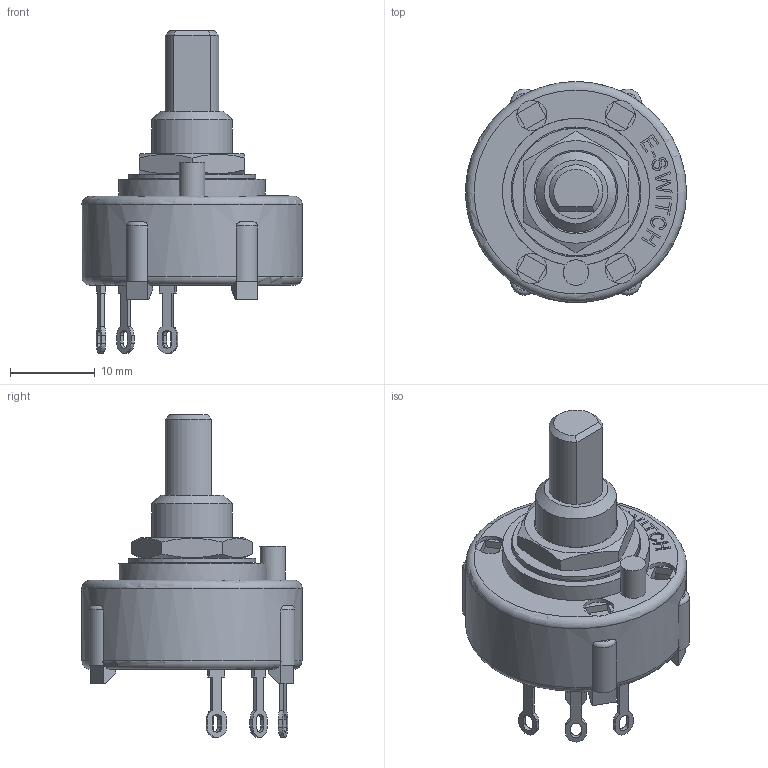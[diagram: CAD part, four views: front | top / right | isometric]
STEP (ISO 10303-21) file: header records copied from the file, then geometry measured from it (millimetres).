
FILE_DESCRIPTION(/* description */ (''),/* implementation_level */ '2;1');
FILE_NAME(/* name */ 'KC13A9.501xLx.stp',/* time_stamp */ '2026-01-20T14:18:58-06:00',/* author */ ('jmeyers'),/* organization */ (''),/* preprocessor_version */ 'ST-DEVELOPER v18.1',/* originating_system */ 'Autodesk Inventor 2022',/* authorisation */ '');
FILE_SCHEMA (('AUTOMOTIVE_DESIGN { 1 0 10303 214 3 1 1 }','AP242_MANAGED_MODEL_BASED_3D_ENGINEERING_MIM_LF { 1 0 10303 442 1 1 4 }'));
Length unit declared in the file: inch
Products named in the file (1): Part66
Bounding box: 26 x 26 x 38 mm (x, y, z)
Volume: 3315.7 mm3; surface area: 4746.5 mm2
Topology: 2 solids, 3 shells, 673 faces, 1826 edges, 1181 vertices
Faces by surface type: plane 442, bspline 164, cylinder 48, torus 13, cone 6
Full cylindrical faces by diameter (mm): 3 x1, 3.55 x4, 9.5 x2, 10.25 x1, 10.312 x1, 15 x1, 15.3 x1, 24 x1, 26 x1
Entity records: 22200 total; most frequent: CARTESIAN_POINT 6171, ORIENTED_EDGE 3652, DIRECTION 2638, EDGE_CURVE 1826, LINE 1298, VECTOR 1298, VERTEX_POINT 1181, EDGE_LOOP 777
